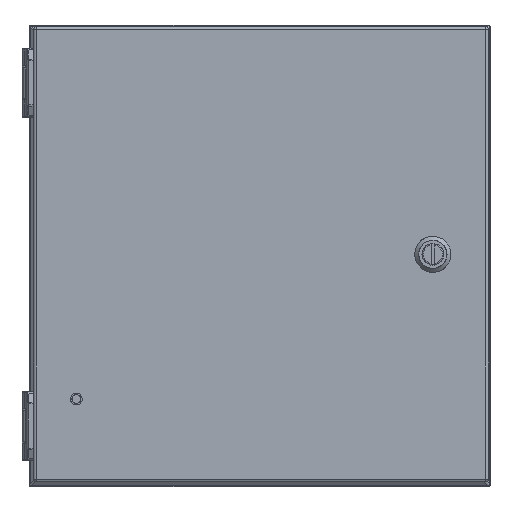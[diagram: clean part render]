
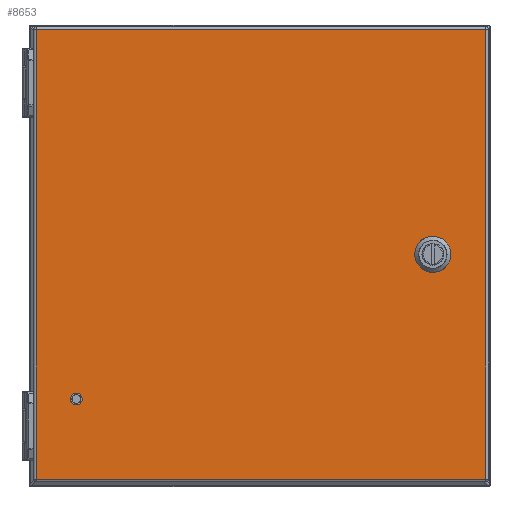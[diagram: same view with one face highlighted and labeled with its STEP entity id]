
A CAD part, top view. The second image highlights one B-rep face of the part: STEP entity #8653.
In plain terms, the highlighted planar face has unit normal (0, 0, 1).
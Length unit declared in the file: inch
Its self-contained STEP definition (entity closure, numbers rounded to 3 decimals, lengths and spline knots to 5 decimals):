
#255 = VECTOR ( 'NONE', #46263, 39.37008 ) ;
#456 = ORIENTED_EDGE ( 'NONE', *, *, #21513, .T. ) ;
#696 = CARTESIAN_POINT ( 'NONE',  ( 3.8399, 0.30753, 6.18453 ) ) ;
#725 = CARTESIAN_POINT ( 'NONE',  ( 3.44392, 0.08845, 6.18453 ) ) ;
#898 = CARTESIAN_POINT ( 'NONE',  ( 3.66301, -0.30753, 6.18453 ) ) ;
#1354 = EDGE_CURVE ( 'NONE', #3067, #43882, #41071, .T. ) ;
#1731 = CARTESIAN_POINT ( 'NONE',  ( 3.44392, -0.08845, 6.18453 ) ) ;
#3067 = VERTEX_POINT ( 'NONE', #32681 ) ;
#3712 = DIRECTION ( 'NONE',  ( 1., 0., 0. ) ) ;
#4075 = EDGE_CURVE ( 'NONE', #30924, #26217, #19660, .T. ) ;
#5234 = CIRCLE ( 'NONE', #24318, 0.32 ) ;
#5393 = FACE_BOUND ( 'NONE', #40291, .T. ) ;
#6375 = VECTOR ( 'NONE', #41086, 39.37008 ) ;
#6715 = EDGE_CURVE ( 'NONE', #11298, #28305, #28039, .T. ) ;
#6894 = CIRCLE ( 'NONE', #12242, 0.32 ) ;
#6942 = CIRCLE ( 'NONE', #13059, 0.32 ) ;
#7060 = VERTEX_POINT ( 'NONE', #28080 ) ;
#7955 = LINE ( 'NONE', #9539, #24492 ) ;
#7956 = ORIENTED_EDGE ( 'NONE', *, *, #12432, .T. ) ;
#8061 = EDGE_CURVE ( 'NONE', #13438, #14322, #30314, .T. ) ;
#8620 = DIRECTION ( 'NONE',  ( 0., 0., -1. ) ) ;
#8653 = ADVANCED_FACE ( 'NONE', ( #38113, #5393, #16424 ), #34791, .T. ) ;
#8730 = ORIENTED_EDGE ( 'NONE', *, *, #1354, .T. ) ;
#9053 = DIRECTION ( 'NONE',  ( 1., 0., 0. ) ) ;
#9539 = CARTESIAN_POINT ( 'NONE',  ( 0.99945, -4.91, 6.18453 ) ) ;
#9779 = DIRECTION ( 'NONE',  ( 1., 0., 0. ) ) ;
#9860 = DIRECTION ( 'NONE',  ( 0.707, 0.707, 0. ) ) ;
#11298 = VERTEX_POINT ( 'NONE', #31581 ) ;
#11961 = CARTESIAN_POINT ( 'NONE',  ( -4.0357, -3.16, 6.18453 ) ) ;
#12242 = AXIS2_PLACEMENT_3D ( 'NONE', #13150, #24373, #9779 ) ;
#12432 = EDGE_CURVE ( 'NONE', #12827, #21032, #21628, .T. ) ;
#12827 = VERTEX_POINT ( 'NONE', #37514 ) ;
#13059 = AXIS2_PLACEMENT_3D ( 'NONE', #44854, #37952, #9053 ) ;
#13150 = CARTESIAN_POINT ( 'NONE',  ( 3.75145, 0., 6.18453 ) ) ;
#13438 = VERTEX_POINT ( 'NONE', #14711 ) ;
#13649 = DIRECTION ( 'NONE',  ( 0., 1., 0. ) ) ;
#14232 = CARTESIAN_POINT ( 'NONE',  ( -4.9107, 0., 6.18453 ) ) ;
#14322 = VERTEX_POINT ( 'NONE', #696 ) ;
#14711 = CARTESIAN_POINT ( 'NONE',  ( 4.05899, 0.08845, 6.18453 ) ) ;
#15565 = AXIS2_PLACEMENT_3D ( 'NONE', #30970, #18298, #3712 ) ;
#15923 = ORIENTED_EDGE ( 'NONE', *, *, #44012, .T. ) ;
#16424 = FACE_BOUND ( 'NONE', #25154, .T. ) ;
#16863 = VECTOR ( 'NONE', #39659, 39.37008 ) ;
#17467 = ORIENTED_EDGE ( 'NONE', *, *, #27331, .T. ) ;
#18261 = CIRCLE ( 'NONE', #27420, 0.32 ) ;
#18298 = DIRECTION ( 'NONE',  ( 0., 0., 1. ) ) ;
#19410 = CARTESIAN_POINT ( 'NONE',  ( 4.90945, 0., 6.18453 ) ) ;
#19426 = CARTESIAN_POINT ( 'NONE',  ( 3.66301, -0.30753, 6.18453 ) ) ;
#19660 = LINE ( 'NONE', #19426, #6375 ) ;
#20297 = ORIENTED_EDGE ( 'NONE', *, *, #6715, .F. ) ;
#21032 = VERTEX_POINT ( 'NONE', #43285 ) ;
#21513 = EDGE_CURVE ( 'NONE', #43882, #12827, #40727, .T. ) ;
#21628 = LINE ( 'NONE', #14232, #37571 ) ;
#22882 = CARTESIAN_POINT ( 'NONE',  ( 3.44392, 0.08845, 6.18453 ) ) ;
#23167 = CARTESIAN_POINT ( 'NONE',  ( 3.8399, 0.30753, 6.18453 ) ) ;
#23495 = CARTESIAN_POINT ( 'NONE',  ( 4.05899, -0.08845, 6.18453 ) ) ;
#23779 = AXIS2_PLACEMENT_3D ( 'NONE', #11961, #8620, #41069 ) ;
#24128 = DIRECTION ( 'NONE',  ( 1., 0., 0. ) ) ;
#24318 = AXIS2_PLACEMENT_3D ( 'NONE', #29362, #33182, #28655 ) ;
#24373 = DIRECTION ( 'NONE',  ( 0., 0., -1. ) ) ;
#24476 = CARTESIAN_POINT ( 'NONE',  ( 4.90945, 4.91016, 6.18453 ) ) ;
#24492 = VECTOR ( 'NONE', #24128, 39.37008 ) ;
#25128 = CARTESIAN_POINT ( 'NONE',  ( 3.75145, 0., 6.18453 ) ) ;
#25154 = EDGE_LOOP ( 'NONE', ( #35338, #28447, #17467, #33804, #43370, #34279, #44557, #20297 ) ) ;
#25440 = DIRECTION ( 'NONE',  ( 0., -1., 0. ) ) ;
#25453 = VERTEX_POINT ( 'NONE', #29025 ) ;
#26217 = VERTEX_POINT ( 'NONE', #898 ) ;
#27331 = EDGE_CURVE ( 'NONE', #30924, #30739, #5234, .T. ) ;
#27420 = AXIS2_PLACEMENT_3D ( 'NONE', #25128, #42989, #28484 ) ;
#27902 = VECTOR ( 'NONE', #9860, 39.37008 ) ;
#28039 = LINE ( 'NONE', #42549, #27902 ) ;
#28080 = CARTESIAN_POINT ( 'NONE',  ( 3.66301, 0.30753, 6.18453 ) ) ;
#28305 = VERTEX_POINT ( 'NONE', #23495 ) ;
#28447 = ORIENTED_EDGE ( 'NONE', *, *, #4075, .F. ) ;
#28484 = DIRECTION ( 'NONE',  ( 1., 0., 0. ) ) ;
#28655 = DIRECTION ( 'NONE',  ( 1., 0., 0. ) ) ;
#29025 = CARTESIAN_POINT ( 'NONE',  ( -3.93765, -3.16, 6.18453 ) ) ;
#29087 = CIRCLE ( 'NONE', #23779, 0.09805 ) ;
#29319 = DIRECTION ( 'NONE',  ( -1., 0., 0. ) ) ;
#29362 = CARTESIAN_POINT ( 'NONE',  ( 3.75145, 0., 6.18453 ) ) ;
#30314 = LINE ( 'NONE', #23167, #255 ) ;
#30739 = VERTEX_POINT ( 'NONE', #22882 ) ;
#30924 = VERTEX_POINT ( 'NONE', #1731 ) ;
#30970 = CARTESIAN_POINT ( 'NONE',  ( 0.99945, 0., 6.18453 ) ) ;
#31074 = EDGE_CURVE ( 'NONE', #7060, #30739, #36328, .T. ) ;
#31581 = CARTESIAN_POINT ( 'NONE',  ( 3.8399, -0.30753, 6.18453 ) ) ;
#31849 = EDGE_CURVE ( 'NONE', #13438, #28305, #6942, .T. ) ;
#32681 = CARTESIAN_POINT ( 'NONE',  ( 4.90945, -4.91, 6.18453 ) ) ;
#33182 = DIRECTION ( 'NONE',  ( 0., 0., -1. ) ) ;
#33804 = ORIENTED_EDGE ( 'NONE', *, *, #31074, .F. ) ;
#34279 = ORIENTED_EDGE ( 'NONE', *, *, #8061, .F. ) ;
#34536 = EDGE_CURVE ( 'NONE', #7060, #14322, #18261, .T. ) ;
#34791 = PLANE ( 'NONE',  #15565 ) ;
#35169 = ORIENTED_EDGE ( 'NONE', *, *, #35950, .T. ) ;
#35338 = ORIENTED_EDGE ( 'NONE', *, *, #45714, .T. ) ;
#35950 = EDGE_CURVE ( 'NONE', #25453, #25453, #29087, .T. ) ;
#36256 = EDGE_LOOP ( 'NONE', ( #7956, #15923, #8730, #456 ) ) ;
#36328 = LINE ( 'NONE', #725, #16863 ) ;
#37149 = CARTESIAN_POINT ( 'NONE',  ( 0.99945, 4.91016, 6.18453 ) ) ;
#37514 = CARTESIAN_POINT ( 'NONE',  ( -4.9107, 4.91016, 6.18453 ) ) ;
#37571 = VECTOR ( 'NONE', #25440, 39.37008 ) ;
#37841 = VECTOR ( 'NONE', #29319, 39.37008 ) ;
#37952 = DIRECTION ( 'NONE',  ( 0., 0., -1. ) ) ;
#38113 = FACE_OUTER_BOUND ( 'NONE', #36256, .T. ) ;
#39659 = DIRECTION ( 'NONE',  ( -0.707, -0.707, 0. ) ) ;
#40291 = EDGE_LOOP ( 'NONE', ( #35169 ) ) ;
#40727 = LINE ( 'NONE', #37149, #37841 ) ;
#41069 = DIRECTION ( 'NONE',  ( 1., 0., 0. ) ) ;
#41071 = LINE ( 'NONE', #19410, #45902 ) ;
#41086 = DIRECTION ( 'NONE',  ( 0.707, -0.707, 0. ) ) ;
#42549 = CARTESIAN_POINT ( 'NONE',  ( 4.05899, -0.08845, 6.18453 ) ) ;
#42989 = DIRECTION ( 'NONE',  ( 0., 0., -1. ) ) ;
#43285 = CARTESIAN_POINT ( 'NONE',  ( -4.9107, -4.91, 6.18453 ) ) ;
#43370 = ORIENTED_EDGE ( 'NONE', *, *, #34536, .T. ) ;
#43882 = VERTEX_POINT ( 'NONE', #24476 ) ;
#44012 = EDGE_CURVE ( 'NONE', #21032, #3067, #7955, .T. ) ;
#44557 = ORIENTED_EDGE ( 'NONE', *, *, #31849, .T. ) ;
#44854 = CARTESIAN_POINT ( 'NONE',  ( 3.75145, 0., 6.18453 ) ) ;
#45714 = EDGE_CURVE ( 'NONE', #11298, #26217, #6894, .T. ) ;
#45902 = VECTOR ( 'NONE', #13649, 39.37008 ) ;
#46263 = DIRECTION ( 'NONE',  ( -0.707, 0.707, 0. ) ) ;
